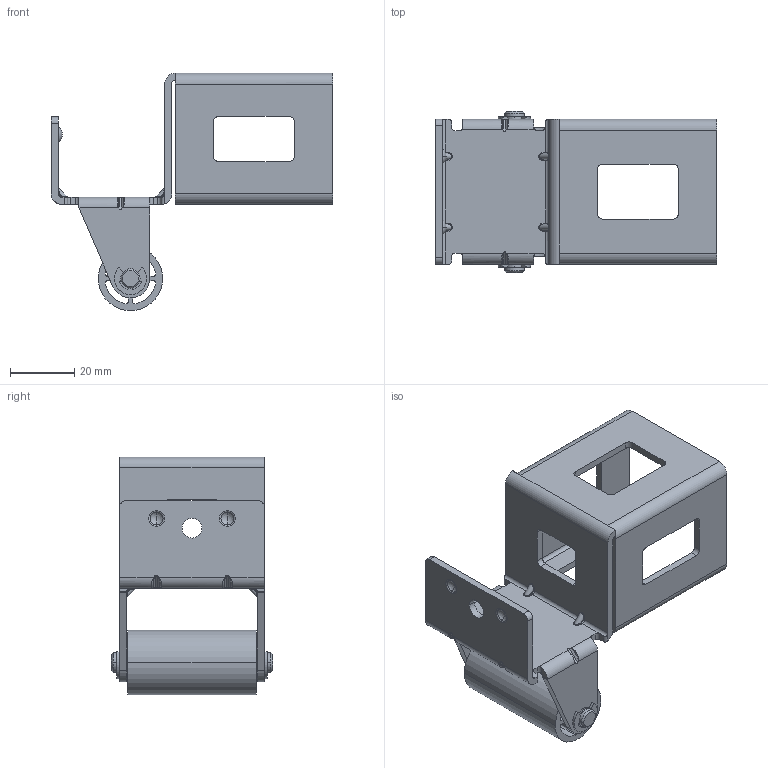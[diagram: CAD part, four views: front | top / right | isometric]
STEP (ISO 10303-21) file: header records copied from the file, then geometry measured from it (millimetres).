
FILE_DESCRIPTION(/* description */ (''),/* implementation_level */ '2;1');
FILE_NAME(/* name */ '79D-106-0.stp',/* time_stamp */ '2022-07-21T11:31:01-04:00',/* author */ ('aorselli'),/* organization */ (''),/* preprocessor_version */ 'ST-DEVELOPER v18.1',/* originating_system */ 'AutoCAD Mechanical',/* authorisation */ '');
FILE_SCHEMA (('AUTOMOTIVE_DESIGN { 1 0 10303 214 3 1 1 }'));
Length unit declared in the file: millimetre
Products named in the file (1): 79D-106-0
Bounding box: 87.4 x 50 x 73.7 mm (x, y, z)
Volume: 8743 mm3; surface area: 31425.5 mm2
Topology: 4 solids, 5 shells, 460 faces, 1224 edges, 776 vertices
Faces by surface type: cylinder 221, plane 167, bspline 44, torus 16, sphere 8, cone 4
Entity records: 17374 total; most frequent: CARTESIAN_POINT 5917, ORIENTED_EDGE 2432, DIRECTION 2392, EDGE_CURVE 1216, AXIS2_PLACEMENT_3D 871, VERTEX_POINT 776, LINE 650, VECTOR 650
